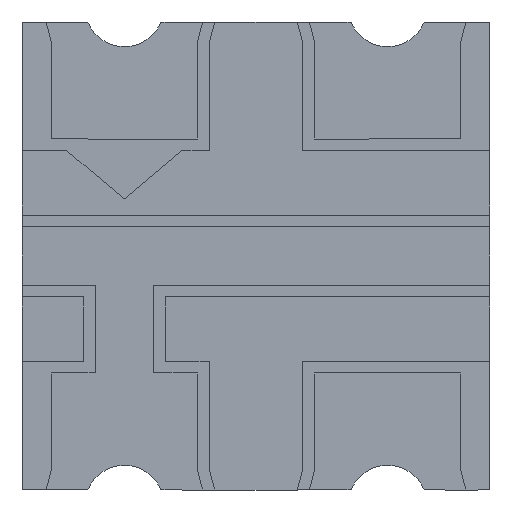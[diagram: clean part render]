
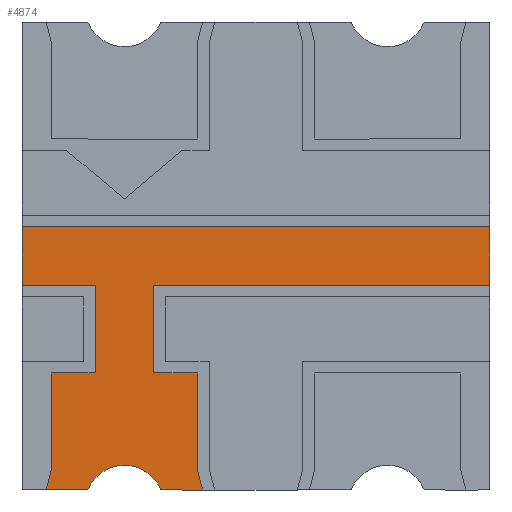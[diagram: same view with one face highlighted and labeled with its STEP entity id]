
A CAD part, front view. The second image highlights one B-rep face of the part: STEP entity #4874.
In plain terms, the highlighted planar face has unit normal (0, -1, 0).
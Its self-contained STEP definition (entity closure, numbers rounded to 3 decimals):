
#3 = VECTOR ( 'NONE', #1257, 1000. ) ;
#9 = AXIS2_PLACEMENT_3D ( 'NONE', #1258, #4438, #4454 ) ;
#31 = EDGE_CURVE ( 'NONE', #2611, #2678, #4726, .T. ) ;
#189 = VECTOR ( 'NONE', #1174, 1000. ) ;
#227 = CARTESIAN_POINT ( 'NONE',  ( 0.8, 0., -0.1 ) ) ;
#230 = EDGE_CURVE ( 'NONE', #3515, #4146, #5213, .T. ) ;
#235 = CARTESIAN_POINT ( 'NONE',  ( -0.2, 0., -0.4 ) ) ;
#299 = VERTEX_POINT ( 'NONE', #4051 ) ;
#341 = LINE ( 'NONE', #2523, #1431 ) ;
#348 = CARTESIAN_POINT ( 'NONE',  ( 0., 0., -0.8 ) ) ;
#385 = VERTEX_POINT ( 'NONE', #3659 ) ;
#468 = CARTESIAN_POINT ( 'NONE',  ( -0.8, 0., 0. ) ) ;
#483 = VECTOR ( 'NONE', #4002, 1000. ) ;
#628 = VERTEX_POINT ( 'NONE', #3309 ) ;
#653 = CARTESIAN_POINT ( 'NONE',  ( 0., 0., -0.1 ) ) ;
#673 = ORIENTED_EDGE ( 'NONE', *, *, #1957, .F. ) ;
#752 = VERTEX_POINT ( 'NONE', #227 ) ;
#772 = CARTESIAN_POINT ( 'NONE',  ( -0.183, 0., -0.8 ) ) ;
#785 = VECTOR ( 'NONE', #4595, 1000. ) ;
#819 = VERTEX_POINT ( 'NONE', #4880 ) ;
#850 = CARTESIAN_POINT ( 'NONE',  ( 0.8, 0., 0. ) ) ;
#877 = AXIS2_PLACEMENT_3D ( 'NONE', #4755, #2302, #988 ) ;
#881 = VERTEX_POINT ( 'NONE', #772 ) ;
#904 = ORIENTED_EDGE ( 'NONE', *, *, #31, .F. ) ;
#946 = DIRECTION ( 'NONE',  ( 0., 0., 1. ) ) ;
#988 = DIRECTION ( 'NONE',  ( 0., 0., 1. ) ) ;
#1174 = DIRECTION ( 'NONE',  ( 1., 0., 0. ) ) ;
#1221 = LINE ( 'NONE', #5340, #483 ) ;
#1257 = DIRECTION ( 'NONE',  ( 0., 0., 1. ) ) ;
#1258 = CARTESIAN_POINT ( 'NONE',  ( -0.45, 0., -0.85 ) ) ;
#1423 = ORIENTED_EDGE ( 'NONE', *, *, #1665, .F. ) ;
#1426 = LINE ( 'NONE', #2143, #5537 ) ;
#1431 = VECTOR ( 'NONE', #3420, 1000. ) ;
#1665 = EDGE_CURVE ( 'NONE', #3574, #2611, #1668, .T. ) ;
#1668 = LINE ( 'NONE', #5898, #785 ) ;
#1705 = DIRECTION ( 'NONE',  ( 0., 0., -1. ) ) ;
#1714 = LINE ( 'NONE', #850, #2525 ) ;
#1746 = DIRECTION ( 'NONE',  ( 1., 0., 0. ) ) ;
#1759 = ORIENTED_EDGE ( 'NONE', *, *, #5522, .T. ) ;
#1934 = CARTESIAN_POINT ( 'NONE',  ( -0.37, 0., -0.099 ) ) ;
#1957 = EDGE_CURVE ( 'NONE', #2678, #5477, #1426, .T. ) ;
#1988 = ORIENTED_EDGE ( 'NONE', *, *, #5806, .T. ) ;
#2006 = ORIENTED_EDGE ( 'NONE', *, *, #3360, .F. ) ;
#2014 = LINE ( 'NONE', #3626, #4211 ) ;
#2143 = CARTESIAN_POINT ( 'NONE',  ( 0., 0., -0.1 ) ) ;
#2190 = CARTESIAN_POINT ( 'NONE',  ( 0., 0., -0.8 ) ) ;
#2302 = DIRECTION ( 'NONE',  ( 0., 1., 0. ) ) ;
#2309 = ORIENTED_EDGE ( 'NONE', *, *, #5336, .F. ) ;
#2388 = CARTESIAN_POINT ( 'NONE',  ( -0.2, 0., 0. ) ) ;
#2498 = VECTOR ( 'NONE', #5577, 1000. ) ;
#2523 = CARTESIAN_POINT ( 'NONE',  ( -0.35, 0., 0. ) ) ;
#2525 = VECTOR ( 'NONE', #1705, 1000. ) ;
#2572 = ORIENTED_EDGE ( 'NONE', *, *, #4087, .F. ) ;
#2611 = VERTEX_POINT ( 'NONE', #4189 ) ;
#2619 = LINE ( 'NONE', #1934, #2756 ) ;
#2628 = DIRECTION ( 'NONE',  ( -1., 0., 0. ) ) ;
#2638 = EDGE_CURVE ( 'NONE', #3894, #881, #2619, .T. ) ;
#2678 = VERTEX_POINT ( 'NONE', #3793 ) ;
#2728 = VERTEX_POINT ( 'NONE', #4252 ) ;
#2730 = CARTESIAN_POINT ( 'NONE',  ( -0.8, 0., -0.1 ) ) ;
#2756 = VECTOR ( 'NONE', #4113, 1000. ) ;
#2786 = VECTOR ( 'NONE', #2628, 1000. ) ;
#2802 = VERTEX_POINT ( 'NONE', #3390 ) ;
#2951 = LINE ( 'NONE', #2388, #5309 ) ;
#3020 = CARTESIAN_POINT ( 'NONE',  ( -0.55, 0., 0. ) ) ;
#3123 = EDGE_CURVE ( 'NONE', #628, #881, #4686, .T. ) ;
#3128 = LINE ( 'NONE', #653, #189 ) ;
#3183 = ORIENTED_EDGE ( 'NONE', *, *, #5530, .F. ) ;
#3184 = ORIENTED_EDGE ( 'NONE', *, *, #3610, .F. ) ;
#3286 = VECTOR ( 'NONE', #5912, 1000. ) ;
#3309 = CARTESIAN_POINT ( 'NONE',  ( -0.325, 0., -0.8 ) ) ;
#3360 = EDGE_CURVE ( 'NONE', #3463, #3894, #2951, .T. ) ;
#3390 = CARTESIAN_POINT ( 'NONE',  ( -0.35, 0., -0.1 ) ) ;
#3420 = DIRECTION ( 'NONE',  ( 0., 0., 1. ) ) ;
#3463 = VERTEX_POINT ( 'NONE', #235 ) ;
#3515 = VERTEX_POINT ( 'NONE', #3876 ) ;
#3574 = VERTEX_POINT ( 'NONE', #3853 ) ;
#3596 = ORIENTED_EDGE ( 'NONE', *, *, #4433, .F. ) ;
#3610 = EDGE_CURVE ( 'NONE', #2728, #752, #1714, .T. ) ;
#3626 = CARTESIAN_POINT ( 'NONE',  ( -0.7, 0., 0. ) ) ;
#3659 = CARTESIAN_POINT ( 'NONE',  ( -0.35, 0., -0.4 ) ) ;
#3687 = EDGE_LOOP ( 'NONE', ( #4662, #4418, #5776, #2006, #2309, #1988, #5847, #3184, #3596, #1759, #673, #904, #1423, #3183, #2572, #5295 ) ) ;
#3793 = CARTESIAN_POINT ( 'NONE',  ( -0.55, 0., -0.1 ) ) ;
#3853 = CARTESIAN_POINT ( 'NONE',  ( -0.7, 0., -0.4 ) ) ;
#3876 = CARTESIAN_POINT ( 'NONE',  ( -0.575, 0., -0.8 ) ) ;
#3894 = VERTEX_POINT ( 'NONE', #4955 ) ;
#4002 = DIRECTION ( 'NONE',  ( 1., 0., 0. ) ) ;
#4051 = CARTESIAN_POINT ( 'NONE',  ( -0.8, 0., 0.1 ) ) ;
#4052 = VECTOR ( 'NONE', #1746, 1000. ) ;
#4087 = EDGE_CURVE ( 'NONE', #4146, #819, #5852, .T. ) ;
#4113 = DIRECTION ( 'NONE',  ( 0.259, 0., -0.966 ) ) ;
#4146 = VERTEX_POINT ( 'NONE', #4710 ) ;
#4189 = CARTESIAN_POINT ( 'NONE',  ( -0.55, 0., -0.4 ) ) ;
#4211 = VECTOR ( 'NONE', #946, 1000. ) ;
#4252 = CARTESIAN_POINT ( 'NONE',  ( 0.8, 0., 0.1 ) ) ;
#4418 = ORIENTED_EDGE ( 'NONE', *, *, #3123, .T. ) ;
#4433 = EDGE_CURVE ( 'NONE', #299, #2728, #5133, .T. ) ;
#4438 = DIRECTION ( 'NONE',  ( 0., 1., 0. ) ) ;
#4454 = DIRECTION ( 'NONE',  ( 0., 0., 1. ) ) ;
#4502 = LINE ( 'NONE', #468, #3286 ) ;
#4595 = DIRECTION ( 'NONE',  ( 1., 0., 0. ) ) ;
#4639 = CARTESIAN_POINT ( 'NONE',  ( 0., 0., 0.1 ) ) ;
#4647 = DIRECTION ( 'NONE',  ( 0., 0., -1. ) ) ;
#4662 = ORIENTED_EDGE ( 'NONE', *, *, #5403, .T. ) ;
#4686 = LINE ( 'NONE', #348, #4052 ) ;
#4710 = CARTESIAN_POINT ( 'NONE',  ( -0.717, 0., -0.8 ) ) ;
#4726 = LINE ( 'NONE', #3020, #3 ) ;
#4755 = CARTESIAN_POINT ( 'NONE',  ( 0., 0., 0. ) ) ;
#4874 = ADVANCED_FACE ( 'NONE', ( #5469 ), #5743, .F. ) ;
#4880 = CARTESIAN_POINT ( 'NONE',  ( -0.7, 0., -0.735 ) ) ;
#4955 = CARTESIAN_POINT ( 'NONE',  ( -0.2, 0., -0.735 ) ) ;
#5059 = VECTOR ( 'NONE', #5436, 1000. ) ;
#5133 = LINE ( 'NONE', #4639, #5059 ) ;
#5158 = CARTESIAN_POINT ( 'NONE',  ( -0.469, 0., 0.126 ) ) ;
#5213 = LINE ( 'NONE', #2190, #2786 ) ;
#5295 = ORIENTED_EDGE ( 'NONE', *, *, #230, .F. ) ;
#5309 = VECTOR ( 'NONE', #4647, 1000. ) ;
#5336 = EDGE_CURVE ( 'NONE', #385, #3463, #1221, .T. ) ;
#5340 = CARTESIAN_POINT ( 'NONE',  ( 0., 0., -0.4 ) ) ;
#5403 = EDGE_CURVE ( 'NONE', #3515, #628, #5759, .T. ) ;
#5436 = DIRECTION ( 'NONE',  ( 1., 0., 0. ) ) ;
#5469 = FACE_OUTER_BOUND ( 'NONE', #3687, .T. ) ;
#5477 = VERTEX_POINT ( 'NONE', #2730 ) ;
#5522 = EDGE_CURVE ( 'NONE', #299, #5477, #4502, .T. ) ;
#5530 = EDGE_CURVE ( 'NONE', #819, #3574, #2014, .T. ) ;
#5537 = VECTOR ( 'NONE', #5872, 1000. ) ;
#5577 = DIRECTION ( 'NONE',  ( 0.259, 0., 0.966 ) ) ;
#5743 = PLANE ( 'NONE',  #877 ) ;
#5759 = CIRCLE ( 'NONE', #9, 0.135 ) ;
#5776 = ORIENTED_EDGE ( 'NONE', *, *, #2638, .F. ) ;
#5789 = EDGE_CURVE ( 'NONE', #2802, #752, #3128, .T. ) ;
#5806 = EDGE_CURVE ( 'NONE', #385, #2802, #341, .T. ) ;
#5847 = ORIENTED_EDGE ( 'NONE', *, *, #5789, .T. ) ;
#5852 = LINE ( 'NONE', #5158, #2498 ) ;
#5872 = DIRECTION ( 'NONE',  ( -1., 0., 0. ) ) ;
#5898 = CARTESIAN_POINT ( 'NONE',  ( 0., 0., -0.4 ) ) ;
#5912 = DIRECTION ( 'NONE',  ( 0., 0., -1. ) ) ;
